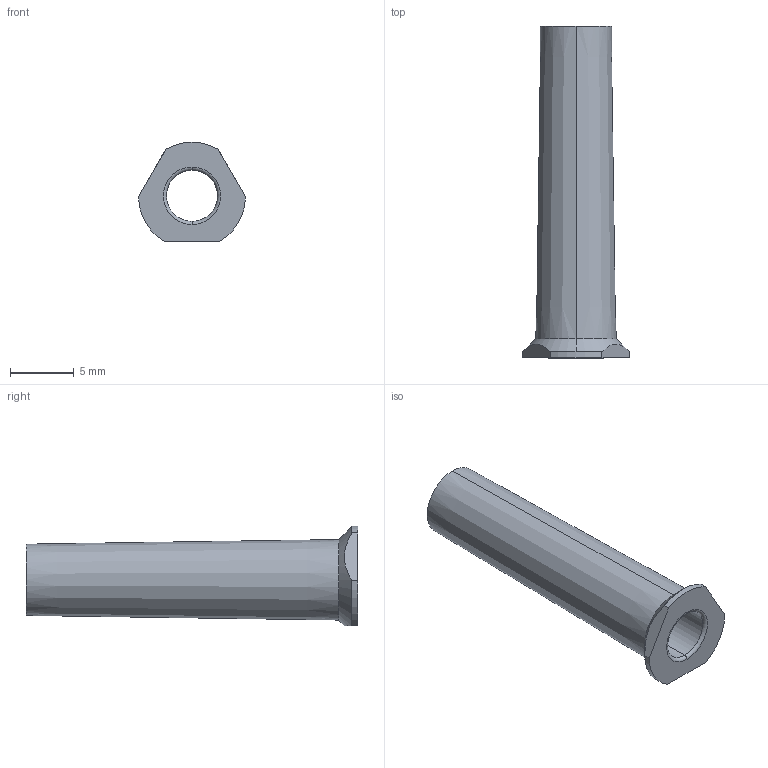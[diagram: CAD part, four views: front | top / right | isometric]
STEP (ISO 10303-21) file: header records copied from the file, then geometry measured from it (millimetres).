
FILE_DESCRIPTION (( 'STEP AP214' ), '1' );
FILE_NAME ('PEEP to PIP converter 26mm.STEP', '2020-09-11T23:09:24', ( '' ), ( '' ), 'SwSTEP 2.0', 'SolidWorks 2019', '' );
FILE_SCHEMA (( 'AUTOMOTIVE_DESIGN' ));
Length unit declared in the file: millimetre
Products named in the file (1): PEEP to PIP converter 26mm
Bounding box: 8.39 x 26 x 7.79 mm (x, y, z)
Volume: 420.9 mm3; surface area: 876.4 mm2
Topology: 1 solids, 1 shells, 19 faces, 47 edges, 30 vertices
Faces by surface type: plane 8, cylinder 5, cone 4, torus 2
Entity records: 635 total; most frequent: CARTESIAN_POINT 131, DIRECTION 105, ORIENTED_EDGE 94, EDGE_CURVE 47, AXIS2_PLACEMENT_3D 42, VERTEX_POINT 30, CIRCLE 22, VECTOR 21
